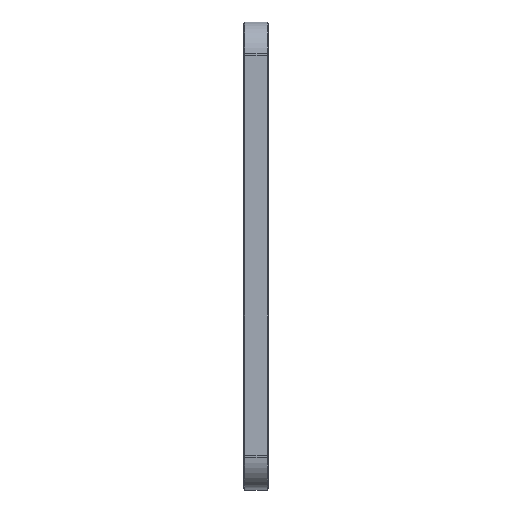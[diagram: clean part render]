
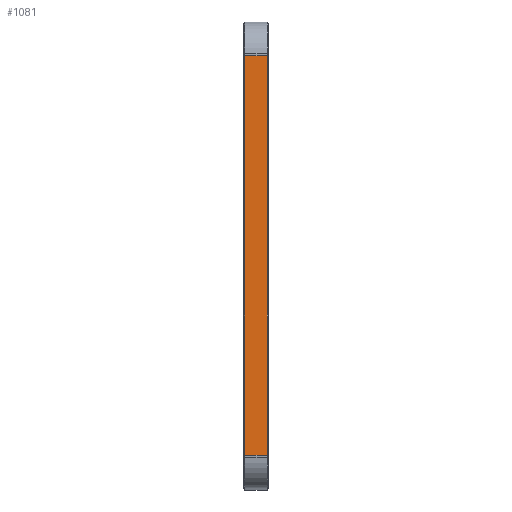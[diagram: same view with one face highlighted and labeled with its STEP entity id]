
A CAD part, top view. The second image highlights one B-rep face of the part: STEP entity #1081.
In plain terms, the highlighted planar face has unit normal (0, 0, 1).
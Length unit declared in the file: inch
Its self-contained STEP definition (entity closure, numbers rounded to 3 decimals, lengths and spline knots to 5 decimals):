
#19 = VERTEX_POINT ( 'NONE', #151 ) ;
#151 = CARTESIAN_POINT ( 'NONE',  ( -1.1975, -1.4995, 5. ) ) ;
#200 = LINE ( 'NONE', #1285, #1059 ) ;
#281 = DIRECTION ( 'NONE',  ( 1., 0., 0. ) ) ;
#308 = EDGE_CURVE ( 'NONE', #1056, #1553, #2497, .T. ) ;
#360 = VECTOR ( 'NONE', #281, 39.37008 ) ;
#375 = VECTOR ( 'NONE', #2360, 39.37008 ) ;
#449 = LINE ( 'NONE', #2811, #360 ) ;
#490 = EDGE_CURVE ( 'NONE', #3579, #1056, #545, .T. ) ;
#545 = LINE ( 'NONE', #1812, #375 ) ;
#559 = EDGE_CURVE ( 'NONE', #19, #3579, #200, .T. ) ;
#587 = CARTESIAN_POINT ( 'NONE',  ( -1.365, -1.4995, 5. ) ) ;
#758 = ORIENTED_EDGE ( 'NONE', *, *, #3600, .T. ) ;
#890 = ORIENTED_EDGE ( 'NONE', *, *, #490, .T. ) ;
#948 = PLANE ( 'NONE',  #1703 ) ;
#962 = CARTESIAN_POINT ( 'NONE',  ( -1.375, 1.7525, 5. ) ) ;
#1056 = VERTEX_POINT ( 'NONE', #1508 ) ;
#1059 = VECTOR ( 'NONE', #1559, 39.37008 ) ;
#1081 = ADVANCED_FACE ( 'NONE', ( #2187 ), #948, .F. ) ;
#1245 = DIRECTION ( 'NONE',  ( -1., 0., 0. ) ) ;
#1285 = CARTESIAN_POINT ( 'NONE',  ( -1.1975, 1.4995, 5. ) ) ;
#1345 = ORIENTED_EDGE ( 'NONE', *, *, #308, .T. ) ;
#1508 = CARTESIAN_POINT ( 'NONE',  ( -1.365, 1.4995, 5. ) ) ;
#1553 = VERTEX_POINT ( 'NONE', #587 ) ;
#1559 = DIRECTION ( 'NONE',  ( 0., 1., 0. ) ) ;
#1703 = AXIS2_PLACEMENT_3D ( 'NONE', #962, #2905, #1245 ) ;
#1812 = CARTESIAN_POINT ( 'NONE',  ( -9.01128, 1.4995, 5. ) ) ;
#1949 = DIRECTION ( 'NONE',  ( 0., -1., 0. ) ) ;
#2187 = FACE_OUTER_BOUND ( 'NONE', #3347, .T. ) ;
#2360 = DIRECTION ( 'NONE',  ( -1., 0., 0. ) ) ;
#2497 = LINE ( 'NONE', #3556, #3338 ) ;
#2544 = CARTESIAN_POINT ( 'NONE',  ( -1.1975, 1.4995, 5. ) ) ;
#2811 = CARTESIAN_POINT ( 'NONE',  ( -9.01128, -1.4995, 5. ) ) ;
#2905 = DIRECTION ( 'NONE',  ( 0., 0., -1. ) ) ;
#2983 = ORIENTED_EDGE ( 'NONE', *, *, #559, .T. ) ;
#3338 = VECTOR ( 'NONE', #1949, 39.37008 ) ;
#3347 = EDGE_LOOP ( 'NONE', ( #758, #2983, #890, #1345 ) ) ;
#3556 = CARTESIAN_POINT ( 'NONE',  ( -1.365, 1.7525, 5. ) ) ;
#3579 = VERTEX_POINT ( 'NONE', #2544 ) ;
#3600 = EDGE_CURVE ( 'NONE', #1553, #19, #449, .T. ) ;
